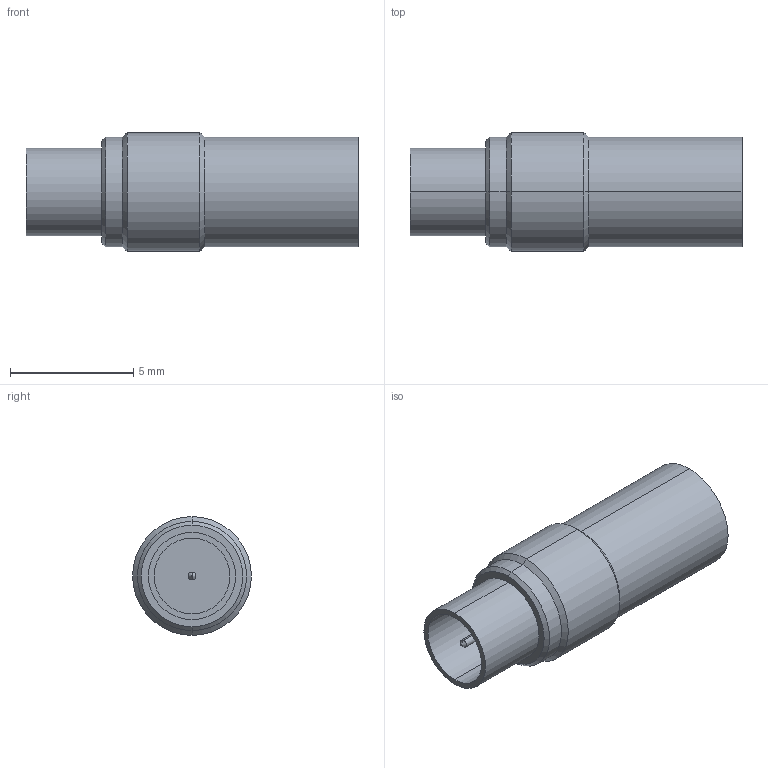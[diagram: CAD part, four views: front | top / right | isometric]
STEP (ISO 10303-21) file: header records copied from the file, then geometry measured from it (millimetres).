
FILE_DESCRIPTION (( 'STEP AP203' ), '1' );
FILE_NAME ('FMAD1313_3D.STEP', '2022-03-18T17:43:42', ( '' ), ( '' ), 'SwSTEP 2.0', 'SolidWorks 2021', '' );
FILE_SCHEMA (( 'CONFIG_CONTROL_DESIGN' ));
Length unit declared in the file: inch
Products named in the file (1): FMAD1313_3D
Bounding box: 13.49 x 4.83 x 4.83 mm (x, y, z)
Volume: 156.7 mm3; surface area: 291.9 mm2
Topology: 1 solids, 1 shells, 40 faces, 78 edges, 48 vertices
Faces by surface type: cylinder 20, cone 10, plane 10
Entity records: 1113 total; most frequent: DIRECTION 208, CARTESIAN_POINT 167, ORIENTED_EDGE 156, AXIS2_PLACEMENT_3D 89, EDGE_CURVE 78, EDGE_LOOP 48, VERTEX_POINT 48, CIRCLE 48
